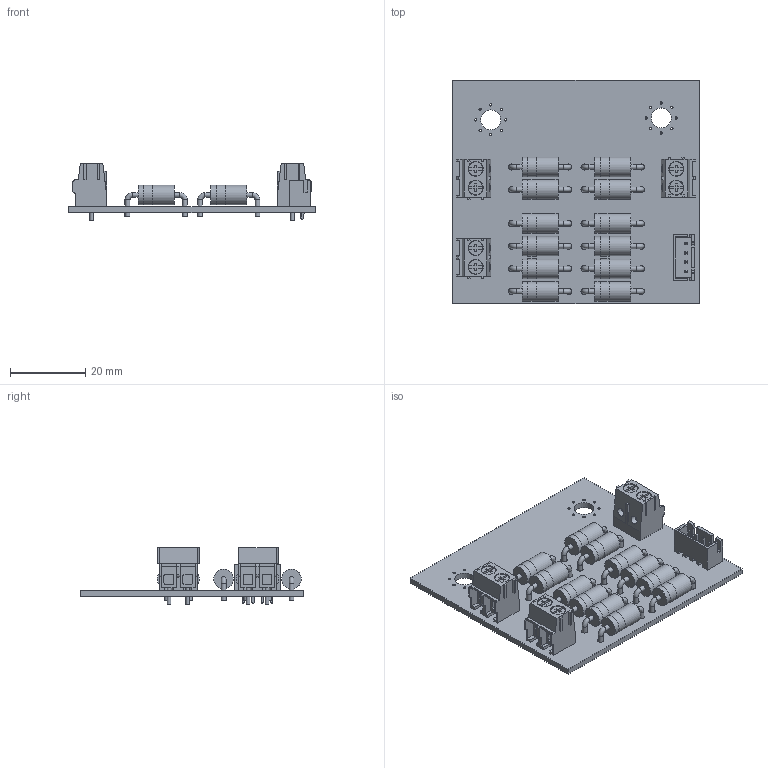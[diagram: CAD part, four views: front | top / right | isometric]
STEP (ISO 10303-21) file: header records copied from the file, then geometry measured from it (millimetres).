
FILE_DESCRIPTION(('FreeCAD Model'),'2;1');
FILE_NAME('Open CASCADE Shape Model','2021-08-14T11:36:58',('Author'),( ''),'Open CASCADE STEP processor 7.5','FreeCAD','Unknown');
FILE_SCHEMA(('AUTOMOTIVE_DESIGN { 1 0 10303 214 1 1 1 1 }'));
Length unit declared in the file: millimetre
Products named in the file (8): Rectifier; Board_Geoms_47f8; Pcb_47f8; Step_Models_47f8; Top_47f8; J4_TerminalBlock_Phoenix_PT_15_2_50_H_1x02_P500mm_Horizontal_60A4E306; J1_JST_B4B_XH_A_60A4E288; D12_D_DO-201AD_P15.24mm_Horizontal_60A4E25D
Assembly tree (20 placements, depth 4):
  Rectifier
    Board_Geoms_47f8
      Pcb_47f8
    Step_Models_47f8
      Top_47f8
        J4_TerminalBlock_Phoenix_PT_15_2_50_H_1x02_P500mm_Horizontal_60A4E306  x3
        J1_JST_B4B_XH_A_60A4E288
        D12_D_DO-201AD_P15.24mm_Horizontal_60A4E25D  x12
Bounding box: 65.25 x 59.25 x 15 mm (x, y, z)
Volume: 10938.6 mm3; surface area: 15229.9 mm2
Topology: 17 solids, 17 shells, 757 faces, 1837 edges, 1194 vertices
Faces by surface type: plane 515, cylinder 218, torus 24
Full cylindrical faces by diameter (mm): 0.6 x16, 0.95 x4, 1 x6, 1.3 x54, 1.6 x24, 2.2 x6, 3.8 x6, 4 x6, 5.2 x24, 5.22 x12, 5.3 x2
Entity records: 12915 total; most frequent: CARTESIAN_POINT 1849, DIRECTION 1812, ORIENTED_EDGE 1800, EDGE_CURVE 900, LINE 710, VECTOR 710, VERTEX_POINT 588, AXIS2_PLACEMENT_3D 551
